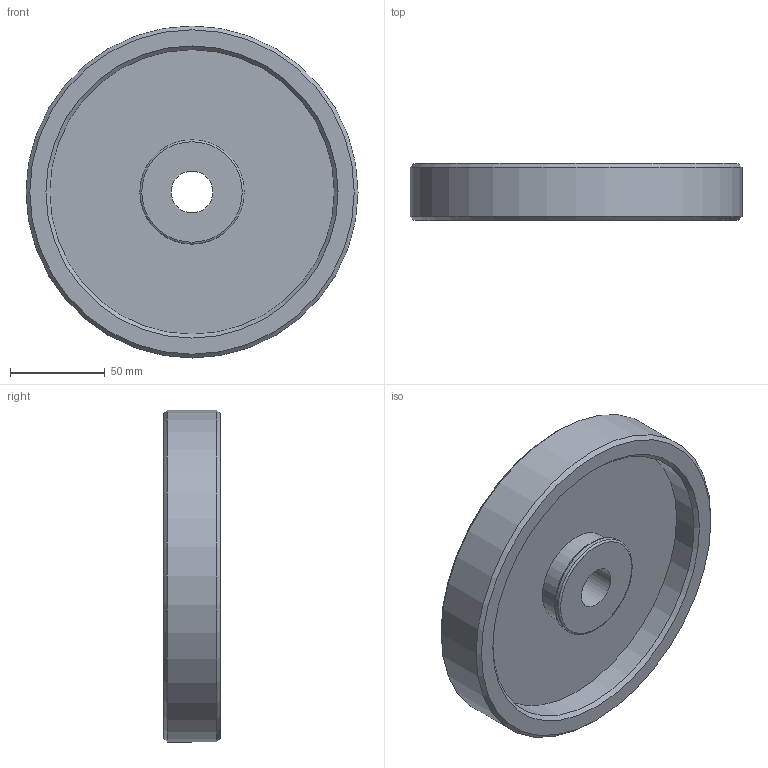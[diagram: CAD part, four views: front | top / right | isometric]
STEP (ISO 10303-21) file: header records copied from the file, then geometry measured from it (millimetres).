
FILE_DESCRIPTION(/* description */ (''),/* implementation_level */ '2;1');
FILE_NAME(/* name */ 'platter.stp',/* time_stamp */ '2021-10-12T21:22:52+01:00',/* author */ (''),/* organization */ (''),/* preprocessor_version */ 'ST-DEVELOPER v18.1',/* originating_system */ 'Autodesk Translation Framework v10.10.0.1391',/* authorisation */ '');
FILE_SCHEMA (('AUTOMOTIVE_DESIGN { 1 0 10303 214 3 1 1 }'));
Length unit declared in the file: millimetre
Products named in the file (1): platter
Bounding box: 175 x 30 x 175 mm (x, y, z)
Volume: 472988.6 mm3; surface area: 74200.5 mm2
Topology: 1 solids, 1 shells, 16 faces, 30 edges, 19 vertices
Faces by surface type: cylinder 5, plane 5, torus 3, cone 3
Full cylindrical faces by diameter (mm): 22 x1, 50 x1, 55 x1, 150 x1, 175 x1
Entity records: 449 total; most frequent: DIRECTION 86, CARTESIAN_POINT 66, ORIENTED_EDGE 60, AXIS2_PLACEMENT_3D 39, EDGE_CURVE 30, CIRCLE 22, EDGE_LOOP 21, VERTEX_POINT 19
